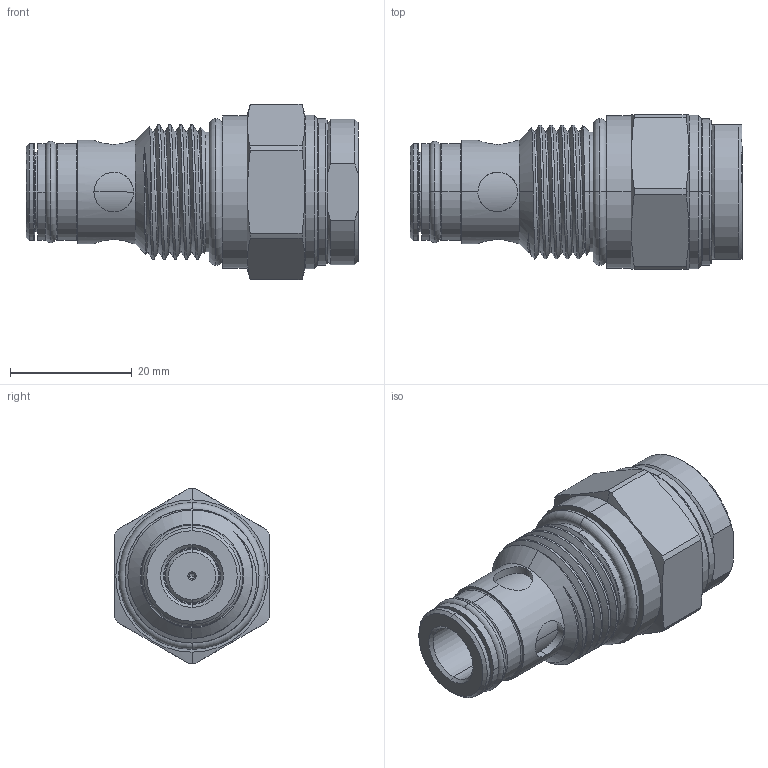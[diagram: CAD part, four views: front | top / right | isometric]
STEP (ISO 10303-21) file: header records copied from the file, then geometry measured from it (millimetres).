
FILE_DESCRIPTION (( 'STEP AP203' ), '1' );
FILE_NAME ('CV10W22-N.STEP', '2020-03-03T01:31:34', ( '' ), ( '' ), 'SwSTEP 2.0', 'SolidWorks 2018', '' );
FILE_SCHEMA (( 'CONFIG_CONTROL_DESIGN' ));
Length unit declared in the file: millimetre
Products named in the file (1): CV10W22-N
Bounding box: 54.5 x 25.4 x 28.8 mm (x, y, z)
Volume: 19071.7 mm3; surface area: 6538.7 mm2
Topology: 4 solids, 4 shells, 130 faces, 297 edges, 179 vertices
Faces by surface type: cylinder 58, cone 26, torus 22, plane 19, bspline 3, sphere 2
Entity records: 6165 total; most frequent: CARTESIAN_POINT 3230, DIRECTION 617, ORIENTED_EDGE 590, EDGE_CURVE 295, AXIS2_PLACEMENT_3D 264, VERTEX_POINT 179, EDGE_LOOP 142, CIRCLE 136
